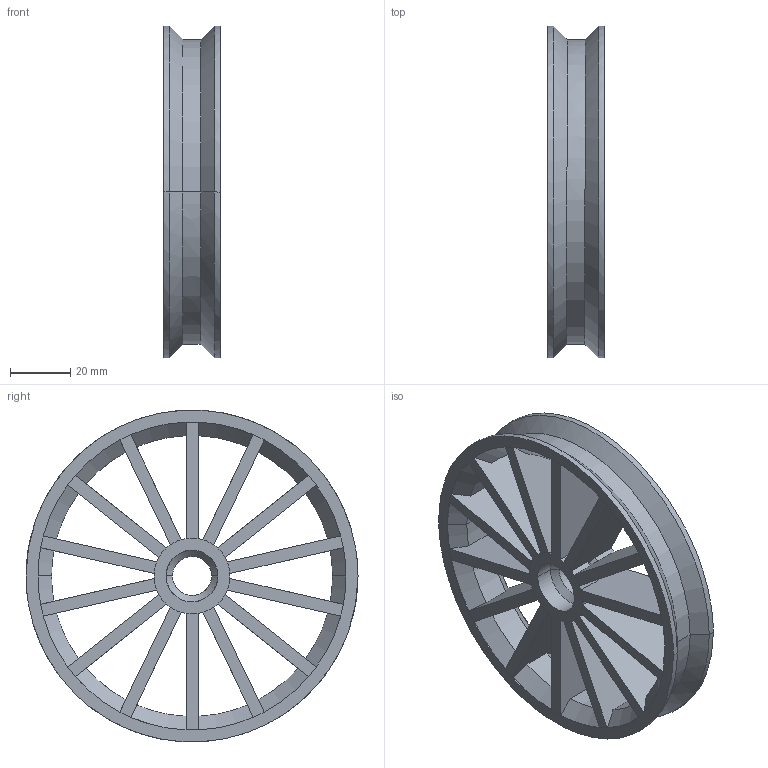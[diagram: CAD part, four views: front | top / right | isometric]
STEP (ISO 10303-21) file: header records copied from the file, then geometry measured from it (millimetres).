
FILE_DESCRIPTION(/* description */ (''),/* implementation_level */ '2;1');
FILE_NAME(/* name */ 'EXTPUL~1',/* time_stamp */ '2017-07-12T18:37:51-07:00',/* author */ (''),/* organization */ (''),/* preprocessor_version */ 'ST-DEVELOPER v15',/* originating_system */ '',/* authorisation */ '');
FILE_SCHEMA (('AUTOMOTIVE_DESIGN'));
Length unit declared in the file: millimetre
Products named in the file (1): Document
Bounding box: 18.8 x 110.6 x 110.47 mm (x, y, z)
Volume: 71445.4 mm3; surface area: 40835.9 mm2
Topology: 1 solids, 1 shells, 224 faces, 602 edges, 354 vertices
Faces by surface type: bspline 164, plane 60
Entity records: 6899 total; most frequent: CARTESIAN_POINT 3398, ORIENTED_EDGE 1204, EDGE_CURVE 602, B_SPLINE_CURVE_WITH_KNOTS 456, VERTEX_POINT 354, EDGE_LOOP 228, ADVANCED_FACE 224, FACE_OUTER_BOUND 224
